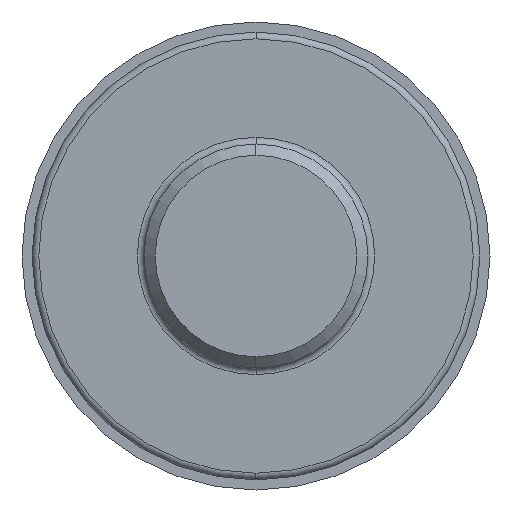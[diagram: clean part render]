
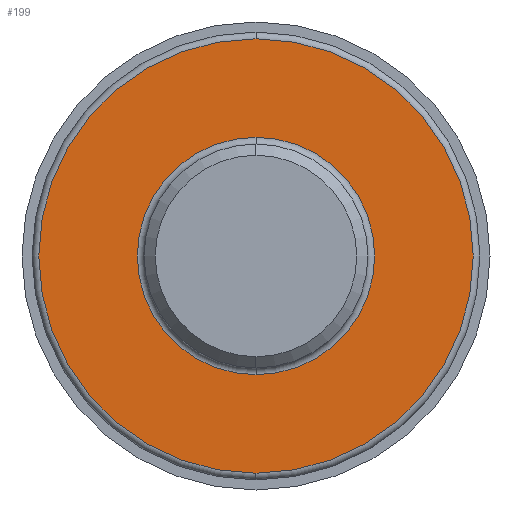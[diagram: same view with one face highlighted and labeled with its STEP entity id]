
A CAD part, left-side view. The second image highlights one B-rep face of the part: STEP entity #199.
In plain terms, the highlighted planar face has unit normal (-1, 0, 0).
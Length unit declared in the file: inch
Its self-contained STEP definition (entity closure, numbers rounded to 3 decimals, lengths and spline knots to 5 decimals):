
#2 = DIRECTION ( 'NONE',  ( -1., 0., 0. ) ) ;
#20 = ORIENTED_EDGE ( 'NONE', *, *, #701, .T. ) ;
#60 = CIRCLE ( 'NONE', #476, 0.97 ) ;
#102 = CARTESIAN_POINT ( 'NONE',  ( 2.25, 0., 0.52985 ) ) ;
#110 = CARTESIAN_POINT ( 'NONE',  ( 2.25, 0.97, 0. ) ) ;
#125 = EDGE_LOOP ( 'NONE', ( #417, #686 ) ) ;
#136 = VERTEX_POINT ( 'NONE', #539 ) ;
#169 = DIRECTION ( 'NONE',  ( -1., 0., 0. ) ) ;
#170 = CIRCLE ( 'NONE', #362, 0.97 ) ;
#171 = PLANE ( 'NONE',  #534 ) ;
#199 = ADVANCED_FACE ( 'NONE', ( #705, #490 ), #171, .F. ) ;
#213 = CARTESIAN_POINT ( 'NONE',  ( 2.25, 0., 0. ) ) ;
#227 = DIRECTION ( 'NONE',  ( 0., 0., 1. ) ) ;
#236 = DIRECTION ( 'NONE',  ( 0., 0., 1. ) ) ;
#243 = DIRECTION ( 'NONE',  ( 0., 0., 1. ) ) ;
#267 = DIRECTION ( 'NONE',  ( 0., 0., 1. ) ) ;
#281 = CARTESIAN_POINT ( 'NONE',  ( 2.25, 0., 0. ) ) ;
#311 = CARTESIAN_POINT ( 'NONE',  ( 2.25, 0., 0. ) ) ;
#329 = CARTESIAN_POINT ( 'NONE',  ( 2.25, 0., -0.97 ) ) ;
#343 = CARTESIAN_POINT ( 'NONE',  ( 2.25, 0., 0. ) ) ;
#362 = AXIS2_PLACEMENT_3D ( 'NONE', #311, #575, #243 ) ;
#380 = CIRCLE ( 'NONE', #469, 0.52985 ) ;
#407 = VERTEX_POINT ( 'NONE', #459 ) ;
#417 = ORIENTED_EDGE ( 'NONE', *, *, #644, .F. ) ;
#418 = CIRCLE ( 'NONE', #633, 0.52985 ) ;
#428 = DIRECTION ( 'NONE',  ( -1., 0., 0. ) ) ;
#435 = DIRECTION ( 'NONE',  ( 1., 0., 0. ) ) ;
#448 = ORIENTED_EDGE ( 'NONE', *, *, #504, .T. ) ;
#459 = CARTESIAN_POINT ( 'NONE',  ( 2.25, 0., 0.97 ) ) ;
#469 = AXIS2_PLACEMENT_3D ( 'NONE', #281, #2, #236 ) ;
#476 = AXIS2_PLACEMENT_3D ( 'NONE', #343, #169, #227 ) ;
#490 = FACE_OUTER_BOUND ( 'NONE', #689, .T. ) ;
#504 = EDGE_CURVE ( 'NONE', #407, #555, #170, .T. ) ;
#534 = AXIS2_PLACEMENT_3D ( 'NONE', #110, #435, #651 ) ;
#539 = CARTESIAN_POINT ( 'NONE',  ( 2.25, 0., -0.52985 ) ) ;
#555 = VERTEX_POINT ( 'NONE', #329 ) ;
#559 = VERTEX_POINT ( 'NONE', #102 ) ;
#575 = DIRECTION ( 'NONE',  ( -1., 0., 0. ) ) ;
#633 = AXIS2_PLACEMENT_3D ( 'NONE', #213, #428, #267 ) ;
#644 = EDGE_CURVE ( 'NONE', #559, #136, #418, .T. ) ;
#651 = DIRECTION ( 'NONE',  ( 0., 0., -1. ) ) ;
#686 = ORIENTED_EDGE ( 'NONE', *, *, #713, .F. ) ;
#689 = EDGE_LOOP ( 'NONE', ( #448, #20 ) ) ;
#701 = EDGE_CURVE ( 'NONE', #555, #407, #60, .T. ) ;
#705 = FACE_BOUND ( 'NONE', #125, .T. ) ;
#713 = EDGE_CURVE ( 'NONE', #136, #559, #380, .T. ) ;
